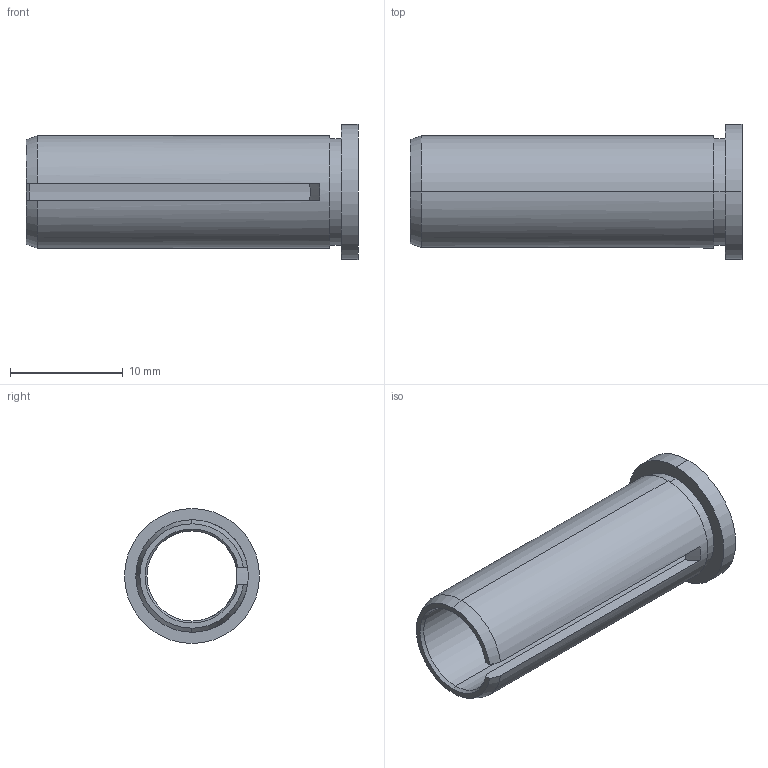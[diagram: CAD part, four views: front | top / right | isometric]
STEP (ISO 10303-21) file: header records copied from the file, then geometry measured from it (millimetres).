
FILE_DESCRIPTION (( 'STEP AP203' ), '1' );
FILE_NAME ('U08-U10.001.030_A.STEP', '2015-07-15T12:26:11', ( 'SwiAdmin' ), ( '' ), 'SwSTEP 2.0', 'SolidWorks 2012', '' );
FILE_SCHEMA (( 'CONFIG_CONTROL_DESIGN' ));
Length unit declared in the file: millimetre
Products named in the file (1): U08-U10.001.030_A
Bounding box: 29.5 x 12 x 12 mm (x, y, z)
Volume: 833 mm3; surface area: 1776 mm2
Topology: 1 solids, 1 shells, 23 faces, 54 edges, 34 vertices
Faces by surface type: cylinder 9, cone 8, plane 6
Entity records: 757 total; most frequent: CARTESIAN_POINT 132, DIRECTION 124, ORIENTED_EDGE 108, EDGE_CURVE 54, AXIS2_PLACEMENT_3D 52, VERTEX_POINT 34, CIRCLE 28, EDGE_LOOP 26
